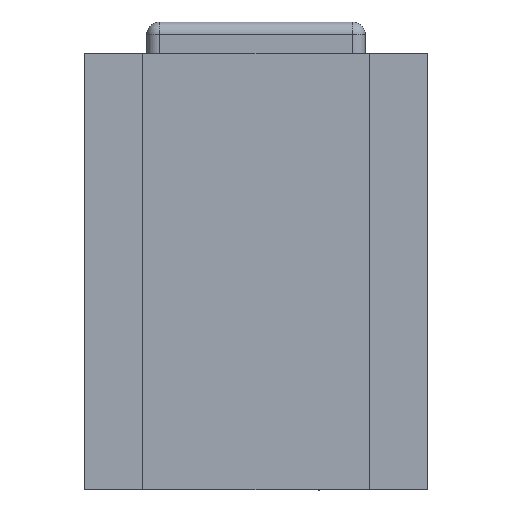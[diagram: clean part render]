
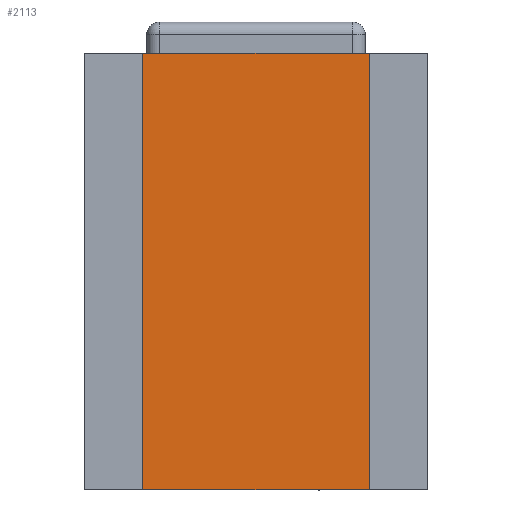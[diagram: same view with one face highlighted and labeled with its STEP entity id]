
A CAD part, front view. The second image highlights one B-rep face of the part: STEP entity #2113.
In plain terms, the highlighted planar face has unit normal (0, -1, 0).
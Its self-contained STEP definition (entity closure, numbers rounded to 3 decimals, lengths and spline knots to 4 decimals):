
#386=PLANE('',#389);
#387=CARTESIAN_POINT('',(0.3732,-0.807,-0.1441));
#388=DIRECTION('',(0.,0.,1.));
#389=AXIS2_PLACEMENT_3D('',#387,#388,$);
#1141=PLANE('',#1144);
#1142=CARTESIAN_POINT('',(1.2817,-1.3541,3.3559));
#1143=DIRECTION('',(0.,0.,-1.));
#1144=AXIS2_PLACEMENT_3D('',#1142,#1143,$);
#1212=PLANE('',#1215);
#1213=CARTESIAN_POINT('',(-0.7518,-0.9791,-0.1441));
#1214=DIRECTION('',(0.866,0.5,0.));
#1215=AXIS2_PLACEMENT_3D('',#1213,#1214,$);
#1220=PLANE('',#1223);
#1221=CARTESIAN_POINT('',(1.4982,-0.9791,-0.1441));
#1222=DIRECTION('',(0.,-1.,0.));
#1223=AXIS2_PLACEMENT_3D('',#1221,#1222,$);
#1224=LINE('',#1226,#1227);
#1225=DIRECTION('',(-1.,0.,0.));
#1226=CARTESIAN_POINT('',(-0.7518,-0.9791,3.3559));
#1227=VECTOR('',#1225,1.);
#1228=PLANE('',#1231);
#1229=CARTESIAN_POINT('',(1.2817,-1.3541,-0.1441));
#1230=DIRECTION('',(-0.866,0.5,0.));
#1231=AXIS2_PLACEMENT_3D('',#1229,#1230,$);
#1287=LINE('',#1289,#1290);
#1288=DIRECTION('',(1.,0.,0.));
#1289=CARTESIAN_POINT('',(-0.7518,-0.9791,-0.1441));
#1290=VECTOR('',#1288,1.);
#1303=LINE('',#1305,#1306);
#1304=DIRECTION('',(0.,0.,1.));
#1305=CARTESIAN_POINT('',(1.4982,-0.9791,-0.1441));
#1306=VECTOR('',#1304,1.);
#1311=LINE('',#1313,#1314);
#1312=DIRECTION('',(0.,0.,1.));
#1313=CARTESIAN_POINT('',(-0.7518,-0.9791,-0.1441));
#1314=VECTOR('',#1312,1.);
#1976=VERTEX_POINT('',#1977);
#1977=CARTESIAN_POINT('',(-0.7518,-0.9791,3.3559));
#1979=EDGE_CURVE('',#1981,#1976,#1980,.T.);
#1980=INTERSECTION_CURVE('',#1224,(#1141,#1220),.CURVE_3D.);
#1981=VERTEX_POINT('',#1982);
#1982=CARTESIAN_POINT('',(1.4982,-0.9791,3.3559));
#2073=VERTEX_POINT('',#2074);
#2074=CARTESIAN_POINT('',(1.4982,-0.9791,-0.1441));
#2076=EDGE_CURVE('',#2078,#2073,#2077,.T.);
#2077=INTERSECTION_CURVE('',#1287,(#386,#1220),.CURVE_3D.);
#2078=VERTEX_POINT('',#2079);
#2079=CARTESIAN_POINT('',(-0.7518,-0.9791,-0.1441));
#2107=EDGE_CURVE('',#2073,#1981,#2108,.T.);
#2108=INTERSECTION_CURVE('',#1303,(#1228,#1220),.CURVE_3D.);
#2113=ADVANCED_FACE('',(#2114),#1220,.T.);
#2114=FACE_BOUND('',#2115,.T.);
#2115=EDGE_LOOP('',(#2116,#2117,#2120,#2121));
#2116=ORIENTED_EDGE('',*,*,#1979,.T.);
#2117=ORIENTED_EDGE('',*,*,#2118,.F.);
#2118=EDGE_CURVE('',#2078,#1976,#2119,.T.);
#2119=INTERSECTION_CURVE('',#1311,(#1220,#1212),.CURVE_3D.);
#2120=ORIENTED_EDGE('',*,*,#2076,.T.);
#2121=ORIENTED_EDGE('',*,*,#2107,.T.);
